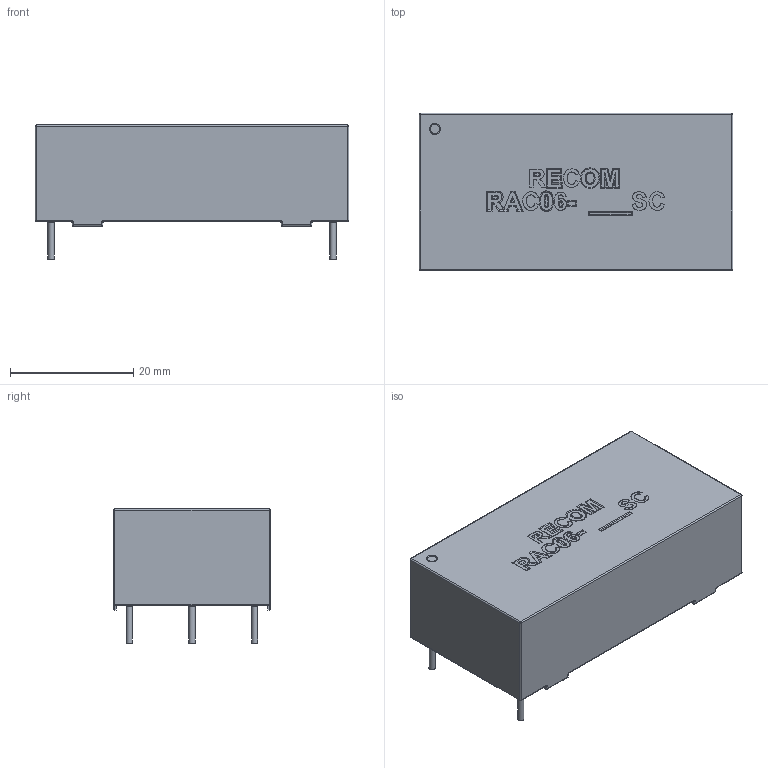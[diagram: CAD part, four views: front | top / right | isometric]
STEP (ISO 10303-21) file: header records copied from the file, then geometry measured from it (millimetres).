
FILE_DESCRIPTION( ( 'Unknown' ), '1' );
FILE_NAME( 'RAC06-C_single.stp', 'Unknown', ( 'Unknown' ), ( 'Unknown' ), 'XStep 1.0', 'Unknown', ' ' );
FILE_SCHEMA( ( 'automotive_design' ) );
Length unit declared in the file: millimetre
Products named in the file (1): 1
Bounding box: 50.9 x 25.5 x 21.75 mm (x, y, z)
Volume: 20334.3 mm3; surface area: 5076.4 mm2
Topology: 1 solids, 1 shells, 197 faces, 470 edges, 291 vertices
Faces by surface type: cylinder 92, plane 61, extrusion 13, torus 13, bspline 10, sphere 8
Full cylindrical faces by diameter (mm): 1 x4
Entity records: 18674 total; most frequent: CARTESIAN_POINT 12856, ORIENTED_EDGE 886, DIRECTION 801, EDGE_CURVE 443, AXIS2_PLACEMENT_3D 307, VERTEX_POINT 286, EDGE_LOOP 235, FACE_OUTER_BOUND 211
